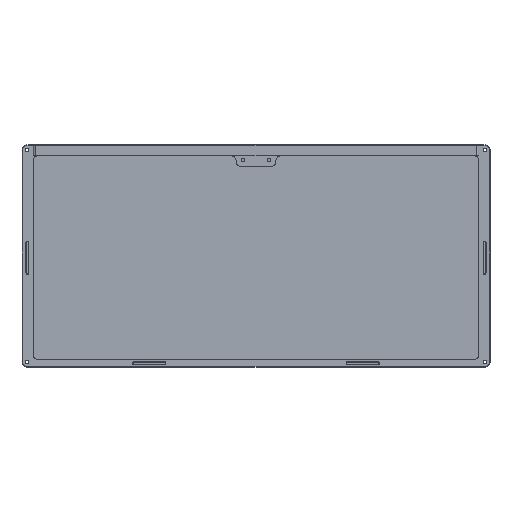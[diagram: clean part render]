
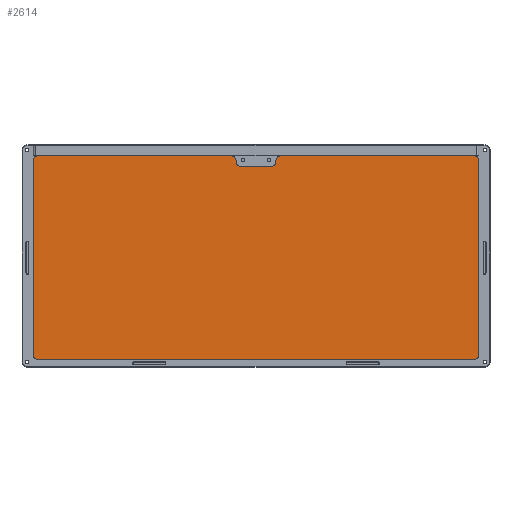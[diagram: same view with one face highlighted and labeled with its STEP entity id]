
A CAD part, top view. The second image highlights one B-rep face of the part: STEP entity #2614.
In plain terms, the highlighted planar face has unit normal (0, 0, 1).
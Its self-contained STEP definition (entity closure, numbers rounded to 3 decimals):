
#118=CIRCLE('',#2825,3.);
#120=CIRCLE('',#2828,3.);
#121=CIRCLE('',#2829,3.);
#122=CIRCLE('',#2830,3.);
#123=CIRCLE('',#2831,3.);
#124=CIRCLE('',#2832,3.);
#125=CIRCLE('',#2833,3.);
#126=CIRCLE('',#2834,3.);
#288=FACE_OUTER_BOUND('',#454,.T.);
#454=EDGE_LOOP('',(#1905,#1906,#1907,#1908,#1909,#1910,#1911,#1912,#1913,
#1914,#1915,#1916,#1917,#1918,#1919,#1920));
#653=LINE('',#4092,#903);
#657=LINE('',#4100,#907);
#667=LINE('',#4133,#917);
#668=LINE('',#4137,#918);
#669=LINE('',#4142,#919);
#670=LINE('',#4146,#920);
#671=LINE('',#4150,#921);
#672=LINE('',#4154,#922);
#903=VECTOR('',#3244,116.088);
#907=VECTOR('',#3248,116.088);
#917=VECTOR('',#3280,262.175);
#918=VECTOR('',#3283,10.);
#919=VECTOR('',#3288,0.5);
#920=VECTOR('',#3291,18.);
#921=VECTOR('',#3294,0.5);
#922=VECTOR('',#3299,10.);
#1158=VERTEX_POINT('',#4089);
#1159=VERTEX_POINT('',#4091);
#1162=VERTEX_POINT('',#4097);
#1163=VERTEX_POINT('',#4099);
#1171=VERTEX_POINT('',#4123);
#1172=VERTEX_POINT('',#4124);
#1175=VERTEX_POINT('',#4132);
#1176=VERTEX_POINT('',#4134);
#1177=VERTEX_POINT('',#4136);
#1178=VERTEX_POINT('',#4139);
#1179=VERTEX_POINT('',#4141);
#1180=VERTEX_POINT('',#4143);
#1181=VERTEX_POINT('',#4145);
#1182=VERTEX_POINT('',#4147);
#1183=VERTEX_POINT('',#4149);
#1184=VERTEX_POINT('',#4152);
#1429=EDGE_CURVE('',#1159,#1158,#653,.T.);
#1433=EDGE_CURVE('',#1163,#1162,#657,.T.);
#1445=EDGE_CURVE('',#1171,#1172,#118,.T.);
#1449=EDGE_CURVE('',#1172,#1175,#667,.T.);
#1450=EDGE_CURVE('',#1175,#1176,#120,.T.);
#1451=EDGE_CURVE('',#1176,#1177,#668,.T.);
#1452=EDGE_CURVE('',#1177,#1163,#121,.T.);
#1453=EDGE_CURVE('',#1162,#1178,#122,.T.);
#1454=EDGE_CURVE('',#1178,#1179,#669,.T.);
#1455=EDGE_CURVE('',#1180,#1179,#123,.F.);
#1456=EDGE_CURVE('',#1180,#1181,#670,.T.);
#1457=EDGE_CURVE('',#1182,#1181,#124,.F.);
#1458=EDGE_CURVE('',#1182,#1183,#671,.T.);
#1459=EDGE_CURVE('',#1183,#1159,#125,.T.);
#1460=EDGE_CURVE('',#1158,#1184,#126,.T.);
#1461=EDGE_CURVE('',#1184,#1171,#672,.T.);
#1905=ORIENTED_EDGE('',*,*,#1445,.T.);
#1906=ORIENTED_EDGE('',*,*,#1449,.T.);
#1907=ORIENTED_EDGE('',*,*,#1450,.T.);
#1908=ORIENTED_EDGE('',*,*,#1451,.T.);
#1909=ORIENTED_EDGE('',*,*,#1452,.T.);
#1910=ORIENTED_EDGE('',*,*,#1433,.T.);
#1911=ORIENTED_EDGE('',*,*,#1453,.T.);
#1912=ORIENTED_EDGE('',*,*,#1454,.T.);
#1913=ORIENTED_EDGE('',*,*,#1455,.F.);
#1914=ORIENTED_EDGE('',*,*,#1456,.T.);
#1915=ORIENTED_EDGE('',*,*,#1457,.F.);
#1916=ORIENTED_EDGE('',*,*,#1458,.T.);
#1917=ORIENTED_EDGE('',*,*,#1459,.T.);
#1918=ORIENTED_EDGE('',*,*,#1429,.T.);
#1919=ORIENTED_EDGE('',*,*,#1460,.T.);
#1920=ORIENTED_EDGE('',*,*,#1461,.T.);
#2516=PLANE('',#2827);
#2614=ADVANCED_FACE('',(#288),#2516,.T.);
#2825=AXIS2_PLACEMENT_3D('',#4125,#3272,#3273);
#2827=AXIS2_PLACEMENT_3D('',#4131,#3278,#3279);
#2828=AXIS2_PLACEMENT_3D('',#4135,#3281,#3282);
#2829=AXIS2_PLACEMENT_3D('',#4138,#3284,#3285);
#2830=AXIS2_PLACEMENT_3D('',#4140,#3286,#3287);
#2831=AXIS2_PLACEMENT_3D('',#4144,#3289,#3290);
#2832=AXIS2_PLACEMENT_3D('',#4148,#3292,#3293);
#2833=AXIS2_PLACEMENT_3D('',#4151,#3295,#3296);
#2834=AXIS2_PLACEMENT_3D('',#4153,#3297,#3298);
#3244=DIRECTION('',(-1.,0.,0.));
#3248=DIRECTION('',(-1.,0.,0.));
#3272=DIRECTION('center_axis',(0.,0.,1.));
#3273=DIRECTION('ref_axis',(-0.707,-0.707,0.));
#3278=DIRECTION('center_axis',(0.,0.,1.));
#3279=DIRECTION('ref_axis',(0.,-1.,0.));
#3280=DIRECTION('',(1.,0.,0.));
#3281=DIRECTION('center_axis',(0.,0.,1.));
#3282=DIRECTION('ref_axis',(0.707,-0.707,0.));
#3283=DIRECTION('',(0.,1.,0.));
#3284=DIRECTION('center_axis',(0.,0.,1.));
#3285=DIRECTION('ref_axis',(0.707,0.707,0.));
#3286=DIRECTION('center_axis',(0.,0.,1.));
#3287=DIRECTION('ref_axis',(-0.707,0.707,0.));
#3288=DIRECTION('',(0.,-1.,0.));
#3289=DIRECTION('center_axis',(0.,0.,-1.));
#3290=DIRECTION('ref_axis',(0.707,-0.707,0.));
#3291=DIRECTION('',(-1.,0.,0.));
#3292=DIRECTION('center_axis',(0.,0.,-1.));
#3293=DIRECTION('ref_axis',(-0.707,-0.707,0.));
#3294=DIRECTION('',(0.,1.,0.));
#3295=DIRECTION('center_axis',(0.,0.,1.));
#3296=DIRECTION('ref_axis',(0.707,0.707,0.));
#3297=DIRECTION('center_axis',(0.,0.,1.));
#3298=DIRECTION('ref_axis',(-0.707,0.707,0.));
#3299=DIRECTION('',(0.,-1.,0.));
#4089=CARTESIAN_POINT('',(2.744,-69.716,4.06));
#4091=CARTESIAN_POINT('',(118.681,-69.716,4.06));
#4092=CARTESIAN_POINT('',(118.681,-69.716,4.06));
#4097=CARTESIAN_POINT('',(148.681,-69.716,4.06));
#4099=CARTESIAN_POINT('',(264.619,-69.716,4.06));
#4100=CARTESIAN_POINT('',(264.769,-69.716,4.06));
#4123=CARTESIAN_POINT('',(-0.256,-189.127,4.06));
#4124=CARTESIAN_POINT('',(2.744,-192.127,4.06));
#4125=CARTESIAN_POINT('Origin',(2.744,-189.127,4.06));
#4131=CARTESIAN_POINT('Origin',(133.681,-148.527,4.06));
#4132=CARTESIAN_POINT('',(264.619,-192.127,4.06));
#4133=CARTESIAN_POINT('',(2.594,-192.127,4.06));
#4134=CARTESIAN_POINT('',(267.619,-189.127,4.06));
#4135=CARTESIAN_POINT('Origin',(264.619,-189.127,4.06));
#4136=CARTESIAN_POINT('',(267.619,-72.716,4.06));
#4137=CARTESIAN_POINT('',(267.619,-126.977,4.06));
#4138=CARTESIAN_POINT('Origin',(264.619,-72.716,4.06));
#4139=CARTESIAN_POINT('',(145.681,-72.716,4.06));
#4140=CARTESIAN_POINT('Origin',(148.681,-72.716,4.06));
#4141=CARTESIAN_POINT('',(145.681,-73.216,4.06));
#4142=CARTESIAN_POINT('',(145.681,-72.716,4.06));
#4143=CARTESIAN_POINT('',(142.681,-76.216,4.06));
#4144=CARTESIAN_POINT('Origin',(142.681,-73.216,4.06));
#4145=CARTESIAN_POINT('',(124.681,-76.216,4.06));
#4146=CARTESIAN_POINT('',(142.681,-76.216,4.06));
#4147=CARTESIAN_POINT('',(121.681,-73.216,4.06));
#4148=CARTESIAN_POINT('Origin',(124.681,-73.216,4.06));
#4149=CARTESIAN_POINT('',(121.681,-72.716,4.06));
#4150=CARTESIAN_POINT('',(121.681,-73.216,4.06));
#4151=CARTESIAN_POINT('Origin',(118.681,-72.716,4.06));
#4152=CARTESIAN_POINT('',(-0.256,-72.716,4.06));
#4153=CARTESIAN_POINT('Origin',(2.744,-72.716,4.06));
#4154=CARTESIAN_POINT('',(-0.256,-170.077,4.06));
